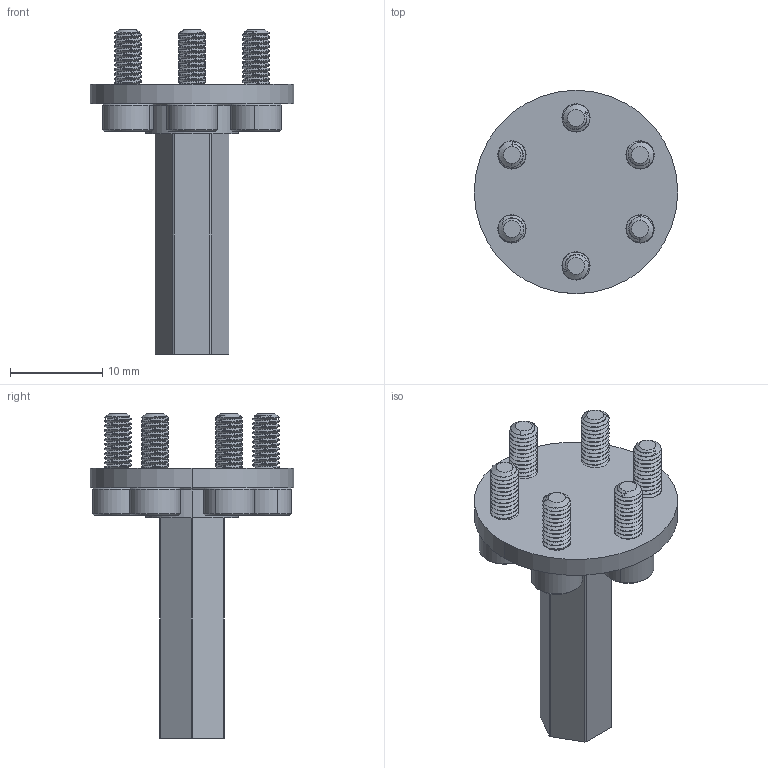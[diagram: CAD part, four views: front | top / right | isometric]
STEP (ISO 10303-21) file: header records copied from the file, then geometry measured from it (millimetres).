
FILE_DESCRIPTION (( 'STEP AP203' ), '1' );
FILE_NAME ('2105-4008-0029 assembly.STEP', '2019-12-09T20:08:21', ( '' ), ( '' ), 'SwSTEP 2.0', 'SolidWorks 2016', '' );
FILE_SCHEMA (( 'CONFIG_CONTROL_DESIGN' ));
Length unit declared in the file: millimetre
Products named in the file (3): M3 x 8mm zinc plated socket head screw_91502A102; 2105-4008-0029; 2105-4008-0029 assembly
Assembly tree (7 placements, depth 2):
  2105-4008-0029 assembly
    2105-4008-0029
    M3 x 8mm zinc plated socket head screw_91502A102  x6
Bounding box: 22 x 22 x 35.1 mm (x, y, z)
Volume: 2466.3 mm3; surface area: 3196.9 mm2
Topology: 7 solids, 7 shells, 687 faces, 1856 edges, 1198 vertices
Faces by surface type: cylinder 494, cone 105, plane 72, bspline 14, torus 2
Entity records: 11697 total; most frequent: CARTESIAN_POINT 6598, ORIENTED_EDGE 1172, DIRECTION 818, EDGE_CURVE 586, VERTEX_POINT 383, AXIS2_PLACEMENT_3D 307, EDGE_LOOP 229, ADVANCED_FACE 212
